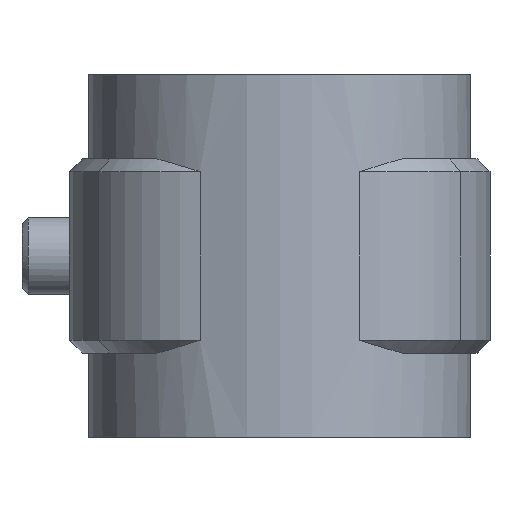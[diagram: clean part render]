
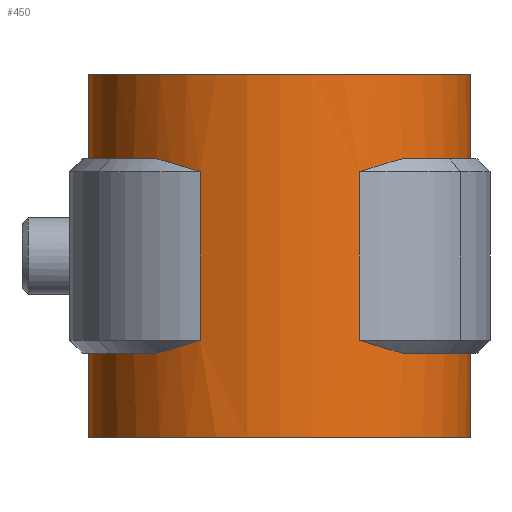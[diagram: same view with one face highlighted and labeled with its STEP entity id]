
A CAD part, front view. The second image highlights one B-rep face of the part: STEP entity #450.
In plain terms, the highlighted cylindrical face has radius 14.745 mm (diameter 29.49 mm), a partial arc.
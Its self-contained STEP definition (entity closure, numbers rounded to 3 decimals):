
#450 = ADVANCED_FACE( '', ( #871 ), #872, .T. );
#871 = FACE_OUTER_BOUND( '', #1955, .T. );
#872 = CYLINDRICAL_SURFACE( '', #1956, 14.745 );
#1955 = EDGE_LOOP( '', ( #4315, #4316, #4317, #4318, #4319, #4320, #4321, #4322, #4323, #4324, #4325, #4326, #4327, #4328, #4329, #4330 ) );
#1956 = AXIS2_PLACEMENT_3D( '', #4331, #4332, #4333 );
#4315 = ORIENTED_EDGE( '', *, *, #6591, .F. );
#4316 = ORIENTED_EDGE( '', *, *, #6592, .T. );
#4317 = ORIENTED_EDGE( '', *, *, #6593, .T. );
#4318 = ORIENTED_EDGE( '', *, *, #6594, .T. );
#4319 = ORIENTED_EDGE( '', *, *, #6595, .T. );
#4320 = ORIENTED_EDGE( '', *, *, #6596, .T. );
#4321 = ORIENTED_EDGE( '', *, *, #6597, .T. );
#4322 = ORIENTED_EDGE( '', *, *, #6447, .F. );
#4323 = ORIENTED_EDGE( '', *, *, #6598, .T. );
#4324 = ORIENTED_EDGE( '', *, *, #6588, .T. );
#4325 = ORIENTED_EDGE( '', *, *, #6599, .T. );
#4326 = ORIENTED_EDGE( '', *, *, #6600, .T. );
#4327 = ORIENTED_EDGE( '', *, *, #6601, .F. );
#4328 = ORIENTED_EDGE( '', *, *, #6441, .F. );
#4329 = ORIENTED_EDGE( '', *, *, #6439, .F. );
#4330 = ORIENTED_EDGE( '', *, *, #6602, .T. );
#4331 = CARTESIAN_POINT( '', ( 0., 0., -26.5 ) );
#4332 = DIRECTION( '', ( 0., 0., -1. ) );
#4333 = DIRECTION( '', ( 0., -1., 0. ) );
#6439 = EDGE_CURVE( '', #7449, #7432, #7451, .T. );
#6441 = EDGE_CURVE( '', #7432, #7454, #7455, .T. );
#6447 = EDGE_CURVE( '', #7464, #7466, #7467, .T. );
#6588 = EDGE_CURVE( '', #7704, #7702, #7705, .T. );
#6591 = EDGE_CURVE( '', #7708, #7709, #7710, .T. );
#6592 = EDGE_CURVE( '', #7708, #7711, #7712, .T. );
#6593 = EDGE_CURVE( '', #7711, #7713, #7714, .T. );
#6594 = EDGE_CURVE( '', #7713, #7715, #7716, .T. );
#6595 = EDGE_CURVE( '', #7715, #7717, #7718, .T. );
#6596 = EDGE_CURVE( '', #7717, #7719, #7720, .T. );
#6597 = EDGE_CURVE( '', #7719, #7466, #7721, .T. );
#6598 = EDGE_CURVE( '', #7464, #7704, #7722, .T. );
#6599 = EDGE_CURVE( '', #7702, #7723, #7724, .F. );
#6600 = EDGE_CURVE( '', #7723, #7725, #7726, .T. );
#6601 = EDGE_CURVE( '', #7454, #7725, #7727, .T. );
#6602 = EDGE_CURVE( '', #7449, #7709, #7728, .T. );
#7432 = VERTEX_POINT( '', #9652 );
#7449 = VERTEX_POINT( '', #9674 );
#7451 = CIRCLE( '', #9677, 14.745 );
#7454 = VERTEX_POINT( '', #9681 );
#7455 = LINE( '', #9682, #9683 );
#7464 = VERTEX_POINT( '', #9700 );
#7466 = VERTEX_POINT( '', #9703 );
#7467 = LINE( '', #9704, #9705 );
#7702 = VERTEX_POINT( '', #10652 );
#7704 = VERTEX_POINT( '', #10654 );
#7705 = B_SPLINE_CURVE_WITH_KNOTS( '', 3, ( #10655, #10656, #10657, #10658 ), .UNSPECIFIED., .F., .F., ( 4, 4 ), ( 0., 0.004 ), .UNSPECIFIED. );
#7708 = VERTEX_POINT( '', #10662 );
#7709 = VERTEX_POINT( '', #10663 );
#7710 = CIRCLE( '', #10664, 14.745 );
#7711 = VERTEX_POINT( '', #10665 );
#7712 = B_SPLINE_CURVE_WITH_KNOTS( '', 3, ( #10666, #10667, #10668, #10669 ), .UNSPECIFIED., .F., .F., ( 4, 4 ), ( 0., 0.004 ), .UNSPECIFIED. );
#7713 = VERTEX_POINT( '', #10670 );
#7714 = LINE( '', #10671, #10672 );
#7715 = VERTEX_POINT( '', #10673 );
#7716 = B_SPLINE_CURVE_WITH_KNOTS( '', 3, ( #10674, #10675, #10676, #10677 ), .UNSPECIFIED., .F., .F., ( 4, 4 ), ( 0., 0.004 ), .UNSPECIFIED. );
#7717 = VERTEX_POINT( '', #10678 );
#7718 = CIRCLE( '', #10679, 14.745 );
#7719 = VERTEX_POINT( '', #10680 );
#7720 = LINE( '', #10681, #10682 );
#7721 = CIRCLE( '', #10683, 14.745 );
#7722 = CIRCLE( '', #10684, 14.745 );
#7723 = VERTEX_POINT( '', #10685 );
#7724 = LINE( '', #10686, #10687 );
#7725 = VERTEX_POINT( '', #10688 );
#7726 = B_SPLINE_CURVE_WITH_KNOTS( '', 3, ( #10689, #10690, #10691, #10692 ), .UNSPECIFIED., .F., .F., ( 4, 4 ), ( 0., 0.004 ), .UNSPECIFIED. );
#7727 = CIRCLE( '', #10693, 14.745 );
#7728 = LINE( '', #10694, #10695 );
#9652 = CARTESIAN_POINT( '', ( -6.1, 13.424, -26.5 ) );
#9674 = CARTESIAN_POINT( '', ( 6.1, 13.424, -26.5 ) );
#9677 = AXIS2_PLACEMENT_3D( '', #12440, #12441, #12442 );
#9681 = CARTESIAN_POINT( '', ( -6.1, 13.424, -20. ) );
#9682 = CARTESIAN_POINT( '', ( -6.1, 13.424, -26.5 ) );
#9683 = VECTOR( '', #12444, 1000. );
#9700 = CARTESIAN_POINT( '', ( -6.1, 13.424, -5. ) );
#9703 = CARTESIAN_POINT( '', ( -6.1, 13.424, 1.5 ) );
#9704 = CARTESIAN_POINT( '', ( -6.1, 13.424, -26.5 ) );
#9705 = VECTOR( '', #12448, 1000. );
#10652 = CARTESIAN_POINT( '', ( -6.152, -13.4, -6. ) );
#10654 = CARTESIAN_POINT( '', ( -9.484, -11.29, -5. ) );
#10655 = CARTESIAN_POINT( '', ( -9.484, -11.29, -5. ) );
#10656 = CARTESIAN_POINT( '', ( -8.454, -12.155, -5.261 ) );
#10657 = CARTESIAN_POINT( '', ( -7.343, -12.854, -5.603 ) );
#10658 = CARTESIAN_POINT( '', ( -6.152, -13.4, -6. ) );
#10662 = CARTESIAN_POINT( '', ( 9.484, -11.29, -20. ) );
#10663 = CARTESIAN_POINT( '', ( 6.1, 13.424, -20. ) );
#10664 = AXIS2_PLACEMENT_3D( '', #12601, #12602, #12603 );
#10665 = CARTESIAN_POINT( '', ( 6.152, -13.4, -19. ) );
#10666 = CARTESIAN_POINT( '', ( 9.484, -11.29, -20. ) );
#10667 = CARTESIAN_POINT( '', ( 8.454, -12.155, -19.739 ) );
#10668 = CARTESIAN_POINT( '', ( 7.343, -12.854, -19.397 ) );
#10669 = CARTESIAN_POINT( '', ( 6.152, -13.4, -19. ) );
#10670 = CARTESIAN_POINT( '', ( 6.152, -13.4, -6. ) );
#10671 = CARTESIAN_POINT( '', ( 6.152, -13.4, -12.5 ) );
#10672 = VECTOR( '', #12604, 1000. );
#10673 = CARTESIAN_POINT( '', ( 9.484, -11.29, -5. ) );
#10674 = CARTESIAN_POINT( '', ( 6.152, -13.4, -6. ) );
#10675 = CARTESIAN_POINT( '', ( 7.343, -12.854, -5.603 ) );
#10676 = CARTESIAN_POINT( '', ( 8.454, -12.155, -5.261 ) );
#10677 = CARTESIAN_POINT( '', ( 9.484, -11.29, -5. ) );
#10678 = CARTESIAN_POINT( '', ( 6.1, 13.424, -5. ) );
#10679 = AXIS2_PLACEMENT_3D( '', #12605, #12606, #12607 );
#10680 = CARTESIAN_POINT( '', ( 6.1, 13.424, 1.5 ) );
#10681 = CARTESIAN_POINT( '', ( 6.1, 13.424, -26.5 ) );
#10682 = VECTOR( '', #12608, 1000. );
#10683 = AXIS2_PLACEMENT_3D( '', #12609, #12610, #12611 );
#10684 = AXIS2_PLACEMENT_3D( '', #12612, #12613, #12614 );
#10685 = CARTESIAN_POINT( '', ( -6.152, -13.4, -19. ) );
#10686 = CARTESIAN_POINT( '', ( -6.152, -13.4, -12.5 ) );
#10687 = VECTOR( '', #12615, 1000. );
#10688 = CARTESIAN_POINT( '', ( -9.484, -11.29, -20. ) );
#10689 = CARTESIAN_POINT( '', ( -6.152, -13.4, -19. ) );
#10690 = CARTESIAN_POINT( '', ( -7.343, -12.854, -19.397 ) );
#10691 = CARTESIAN_POINT( '', ( -8.454, -12.155, -19.739 ) );
#10692 = CARTESIAN_POINT( '', ( -9.484, -11.29, -20. ) );
#10693 = AXIS2_PLACEMENT_3D( '', #12616, #12617, #12618 );
#10694 = CARTESIAN_POINT( '', ( 6.1, 13.424, -26.5 ) );
#10695 = VECTOR( '', #12619, 1000. );
#12440 = CARTESIAN_POINT( '', ( 0., 0., -26.5 ) );
#12441 = DIRECTION( '', ( 0., 0., -1. ) );
#12442 = DIRECTION( '', ( 1., 0., 0. ) );
#12444 = DIRECTION( '', ( 0., 0., 1. ) );
#12448 = DIRECTION( '', ( 0., 0., 1. ) );
#12601 = CARTESIAN_POINT( '', ( 0., 0., -20. ) );
#12602 = DIRECTION( '', ( 0., 0., 1. ) );
#12603 = DIRECTION( '', ( 1., 0., 0. ) );
#12604 = DIRECTION( '', ( 0., 0., 1. ) );
#12605 = CARTESIAN_POINT( '', ( 0., 0., -5. ) );
#12606 = DIRECTION( '', ( 0., 0., 1. ) );
#12607 = DIRECTION( '', ( 1., 0., 0. ) );
#12608 = DIRECTION( '', ( 0., 0., 1. ) );
#12609 = CARTESIAN_POINT( '', ( 0., 0., 1.5 ) );
#12610 = DIRECTION( '', ( 0., 0., -1. ) );
#12611 = DIRECTION( '', ( 1., 0., 0. ) );
#12612 = CARTESIAN_POINT( '', ( 0., 0., -5. ) );
#12613 = DIRECTION( '', ( 0., 0., 1. ) );
#12614 = DIRECTION( '', ( 1., 0., 0. ) );
#12615 = DIRECTION( '', ( 0., 0., 1. ) );
#12616 = CARTESIAN_POINT( '', ( 0., 0., -20. ) );
#12617 = DIRECTION( '', ( 0., 0., 1. ) );
#12618 = DIRECTION( '', ( 1., 0., 0. ) );
#12619 = DIRECTION( '', ( 0., 0., 1. ) );
